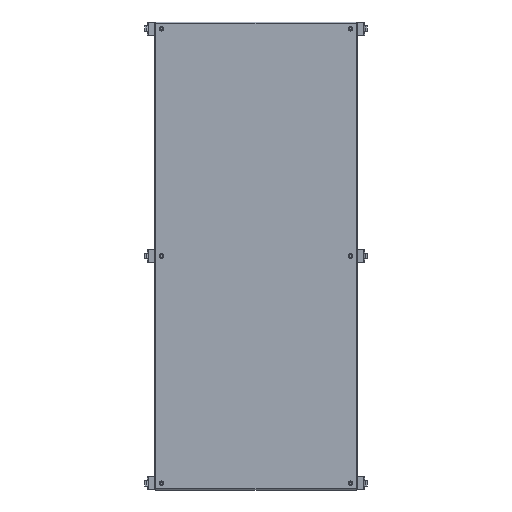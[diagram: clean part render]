
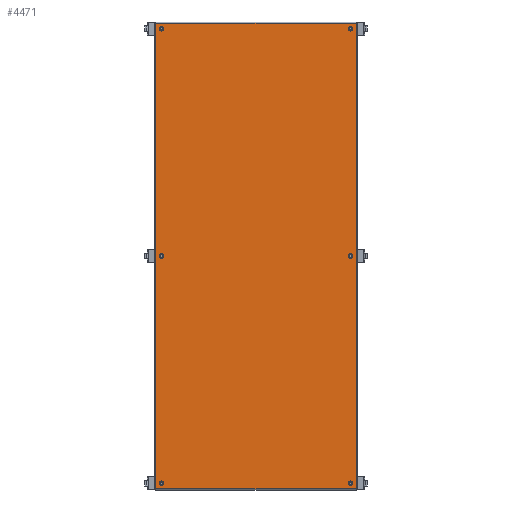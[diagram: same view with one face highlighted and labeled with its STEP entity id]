
A CAD part, front view. The second image highlights one B-rep face of the part: STEP entity #4471.
In plain terms, the highlighted planar face has unit normal (0, -1, 0).
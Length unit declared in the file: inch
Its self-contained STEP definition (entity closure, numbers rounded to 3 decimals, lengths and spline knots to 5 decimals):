
#40 = CARTESIAN_POINT ( 'NONE',  ( -12.125, 0., 0. ) ) ;
#54 = VERTEX_POINT ( 'NONE', #6767 ) ;
#86 = CIRCLE ( 'NONE', #7209, 0.28125 ) ;
#225 = CARTESIAN_POINT ( 'NONE',  ( -12.125, 0., 0.28125 ) ) ;
#261 = CIRCLE ( 'NONE', #2280, 0.28125 ) ;
#307 = DIRECTION ( 'NONE',  ( 0., 0., 1. ) ) ;
#529 = DIRECTION ( 'NONE',  ( -1., 0., 0. ) ) ;
#592 = CARTESIAN_POINT ( 'NONE',  ( 12.125, 0., -29.40625 ) ) ;
#706 = EDGE_LOOP ( 'NONE', ( #3372, #6210 ) ) ;
#754 = DIRECTION ( 'NONE',  ( 0., 0., 1. ) ) ;
#758 = VERTEX_POINT ( 'NONE', #1421 ) ;
#770 = CARTESIAN_POINT ( 'NONE',  ( 12.125, 0., 29.125 ) ) ;
#827 = VECTOR ( 'NONE', #529, 39.37008 ) ;
#1067 = EDGE_CURVE ( 'NONE', #1647, #5379, #5750, .T. ) ;
#1135 = FACE_BOUND ( 'NONE', #7690, .T. ) ;
#1243 = CARTESIAN_POINT ( 'NONE',  ( -12.125, 0., 29.125 ) ) ;
#1300 = AXIS2_PLACEMENT_3D ( 'NONE', #40, #6845, #5596 ) ;
#1341 = DIRECTION ( 'NONE',  ( 0., 0., -1. ) ) ;
#1383 = ORIENTED_EDGE ( 'NONE', *, *, #4512, .F. ) ;
#1421 = CARTESIAN_POINT ( 'NONE',  ( -12.857, 0., -29.857 ) ) ;
#1423 = CIRCLE ( 'NONE', #7679, 0.28125 ) ;
#1436 = EDGE_LOOP ( 'NONE', ( #7859, #6651, #4951, #4915 ) ) ;
#1474 = VERTEX_POINT ( 'NONE', #4756 ) ;
#1485 = EDGE_CURVE ( 'NONE', #758, #1598, #2800, .T. ) ;
#1515 = DIRECTION ( 'NONE',  ( 1., 0., 0. ) ) ;
#1598 = VERTEX_POINT ( 'NONE', #7279 ) ;
#1617 = ORIENTED_EDGE ( 'NONE', *, *, #6130, .F. ) ;
#1623 = FACE_BOUND ( 'NONE', #3041, .T. ) ;
#1647 = VERTEX_POINT ( 'NONE', #592 ) ;
#1663 = DIRECTION ( 'NONE',  ( 0., -1., 0. ) ) ;
#1679 = DIRECTION ( 'NONE',  ( 0., 0., 1. ) ) ;
#1823 = FACE_BOUND ( 'NONE', #3101, .T. ) ;
#1828 = VERTEX_POINT ( 'NONE', #225 ) ;
#1855 = VERTEX_POINT ( 'NONE', #3939 ) ;
#1901 = LINE ( 'NONE', #3052, #827 ) ;
#2047 = DIRECTION ( 'NONE',  ( 0., 0., 1. ) ) ;
#2096 = AXIS2_PLACEMENT_3D ( 'NONE', #2427, #5008, #3710 ) ;
#2280 = AXIS2_PLACEMENT_3D ( 'NONE', #7064, #7118, #2711 ) ;
#2388 = LINE ( 'NONE', #5247, #7141 ) ;
#2403 = AXIS2_PLACEMENT_3D ( 'NONE', #5396, #1663, #307 ) ;
#2427 = CARTESIAN_POINT ( 'NONE',  ( -12.125, 0., 0. ) ) ;
#2558 = DIRECTION ( 'NONE',  ( 0., 0., 1. ) ) ;
#2579 = LINE ( 'NONE', #3642, #4042 ) ;
#2590 = DIRECTION ( 'NONE',  ( 0., -1., 0. ) ) ;
#2596 = FACE_BOUND ( 'NONE', #2675, .T. ) ;
#2611 = CARTESIAN_POINT ( 'NONE',  ( 12.125, 0., -29.125 ) ) ;
#2675 = EDGE_LOOP ( 'NONE', ( #7638, #2899 ) ) ;
#2711 = DIRECTION ( 'NONE',  ( 0., 0., 1. ) ) ;
#2765 = CIRCLE ( 'NONE', #6706, 0.28125 ) ;
#2800 = LINE ( 'NONE', #7196, #3397 ) ;
#2801 = DIRECTION ( 'NONE',  ( 0., -1., 0. ) ) ;
#2815 = VERTEX_POINT ( 'NONE', #4866 ) ;
#2832 = EDGE_CURVE ( 'NONE', #5765, #54, #86, .T. ) ;
#2865 = DIRECTION ( 'NONE',  ( 0., 0., 1. ) ) ;
#2870 = AXIS2_PLACEMENT_3D ( 'NONE', #4151, #2801, #1679 ) ;
#2899 = ORIENTED_EDGE ( 'NONE', *, *, #4083, .F. ) ;
#2978 = ORIENTED_EDGE ( 'NONE', *, *, #7814, .F. ) ;
#3018 = ORIENTED_EDGE ( 'NONE', *, *, #6833, .F. ) ;
#3041 = EDGE_LOOP ( 'NONE', ( #7893, #6019 ) ) ;
#3049 = DIRECTION ( 'NONE',  ( 0., -1., 0. ) ) ;
#3052 = CARTESIAN_POINT ( 'NONE',  ( -12.857, 0., -29.857 ) ) ;
#3101 = EDGE_LOOP ( 'NONE', ( #3018, #5613 ) ) ;
#3108 = DIRECTION ( 'NONE',  ( 0., 0., 1. ) ) ;
#3128 = DIRECTION ( 'NONE',  ( 0., -1., 0. ) ) ;
#3242 = CIRCLE ( 'NONE', #2096, 0.28125 ) ;
#3356 = CARTESIAN_POINT ( 'NONE',  ( -12.125, 0., -29.125 ) ) ;
#3372 = ORIENTED_EDGE ( 'NONE', *, *, #3615, .F. ) ;
#3397 = VECTOR ( 'NONE', #4090, 39.37008 ) ;
#3442 = VERTEX_POINT ( 'NONE', #6744 ) ;
#3615 = EDGE_CURVE ( 'NONE', #2815, #5118, #4449, .T. ) ;
#3642 = CARTESIAN_POINT ( 'NONE',  ( 12.857, 0., 29.857 ) ) ;
#3710 = DIRECTION ( 'NONE',  ( 0., 0., 1. ) ) ;
#3831 = CIRCLE ( 'NONE', #6662, 0.28125 ) ;
#3880 = DIRECTION ( 'NONE',  ( 0., 0., 1. ) ) ;
#3909 = DIRECTION ( 'NONE',  ( 0., -1., 0. ) ) ;
#3918 = VERTEX_POINT ( 'NONE', #6835 ) ;
#3939 = CARTESIAN_POINT ( 'NONE',  ( -12.125, 0., -0.28125 ) ) ;
#3940 = CARTESIAN_POINT ( 'NONE',  ( -12.125, 0., -29.40625 ) ) ;
#4013 = AXIS2_PLACEMENT_3D ( 'NONE', #6788, #3128, #5586 ) ;
#4042 = VECTOR ( 'NONE', #1341, 39.37008 ) ;
#4083 = EDGE_CURVE ( 'NONE', #54, #5765, #261, .T. ) ;
#4090 = DIRECTION ( 'NONE',  ( 0., 0., 1. ) ) ;
#4151 = CARTESIAN_POINT ( 'NONE',  ( 12.125, 0., 0. ) ) ;
#4194 = EDGE_CURVE ( 'NONE', #1598, #3918, #2388, .T. ) ;
#4317 = PLANE ( 'NONE',  #6857 ) ;
#4375 = CARTESIAN_POINT ( 'NONE',  ( -12.857, 0., 29.857 ) ) ;
#4424 = ORIENTED_EDGE ( 'NONE', *, *, #6473, .F. ) ;
#4449 = CIRCLE ( 'NONE', #6904, 0.28125 ) ;
#4471 = ADVANCED_FACE ( 'NONE', ( #5334, #1623, #1135, #5916, #2596, #1823, #7353 ), #4317, .F. ) ;
#4489 = DIRECTION ( 'NONE',  ( 0., -1., 0. ) ) ;
#4512 = EDGE_CURVE ( 'NONE', #1474, #3442, #1423, .T. ) ;
#4547 = EDGE_CURVE ( 'NONE', #5379, #1647, #2765, .T. ) ;
#4599 = CARTESIAN_POINT ( 'NONE',  ( 12.125, 0., 28.84375 ) ) ;
#4604 = CARTESIAN_POINT ( 'NONE',  ( -12.125, 0., -28.84375 ) ) ;
#4707 = VERTEX_POINT ( 'NONE', #4604 ) ;
#4756 = CARTESIAN_POINT ( 'NONE',  ( 12.125, 0., -0.28125 ) ) ;
#4866 = CARTESIAN_POINT ( 'NONE',  ( 12.125, 0., 29.40625 ) ) ;
#4889 = EDGE_CURVE ( 'NONE', #3918, #7742, #2579, .T. ) ;
#4915 = ORIENTED_EDGE ( 'NONE', *, *, #1485, .F. ) ;
#4951 = ORIENTED_EDGE ( 'NONE', *, *, #4194, .F. ) ;
#5008 = DIRECTION ( 'NONE',  ( 0., -1., 0. ) ) ;
#5118 = VERTEX_POINT ( 'NONE', #4599 ) ;
#5182 = CIRCLE ( 'NONE', #2403, 0.28125 ) ;
#5183 = CARTESIAN_POINT ( 'NONE',  ( 12.125, 0., 0. ) ) ;
#5202 = CIRCLE ( 'NONE', #7172, 0.28125 ) ;
#5247 = CARTESIAN_POINT ( 'NONE',  ( -12.857, 0., 29.857 ) ) ;
#5334 = FACE_OUTER_BOUND ( 'NONE', #1436, .T. ) ;
#5360 = DIRECTION ( 'NONE',  ( 0., -1., 0. ) ) ;
#5379 = VERTEX_POINT ( 'NONE', #6175 ) ;
#5387 = CARTESIAN_POINT ( 'NONE',  ( -12.125, 0., -29.125 ) ) ;
#5396 = CARTESIAN_POINT ( 'NONE',  ( 12.125, 0., 29.125 ) ) ;
#5586 = DIRECTION ( 'NONE',  ( 0., 0., 1. ) ) ;
#5596 = DIRECTION ( 'NONE',  ( 0., 0., 1. ) ) ;
#5613 = ORIENTED_EDGE ( 'NONE', *, *, #5908, .F. ) ;
#5620 = VERTEX_POINT ( 'NONE', #3940 ) ;
#5704 = EDGE_LOOP ( 'NONE', ( #1617, #4424 ) ) ;
#5750 = CIRCLE ( 'NONE', #4013, 0.28125 ) ;
#5765 = VERTEX_POINT ( 'NONE', #6126 ) ;
#5775 = EDGE_CURVE ( 'NONE', #7742, #758, #1901, .T. ) ;
#5908 = EDGE_CURVE ( 'NONE', #1855, #1828, #7803, .T. ) ;
#5916 = FACE_BOUND ( 'NONE', #706, .T. ) ;
#6019 = ORIENTED_EDGE ( 'NONE', *, *, #1067, .F. ) ;
#6126 = CARTESIAN_POINT ( 'NONE',  ( -12.125, 0., 29.40625 ) ) ;
#6130 = EDGE_CURVE ( 'NONE', #4707, #5620, #5202, .T. ) ;
#6175 = CARTESIAN_POINT ( 'NONE',  ( 12.125, 0., -28.84375 ) ) ;
#6210 = ORIENTED_EDGE ( 'NONE', *, *, #7260, .F. ) ;
#6219 = DIRECTION ( 'NONE',  ( 0., 1., 0. ) ) ;
#6473 = EDGE_CURVE ( 'NONE', #5620, #4707, #3831, .T. ) ;
#6651 = ORIENTED_EDGE ( 'NONE', *, *, #4889, .F. ) ;
#6662 = AXIS2_PLACEMENT_3D ( 'NONE', #3356, #6968, #2047 ) ;
#6706 = AXIS2_PLACEMENT_3D ( 'NONE', #2611, #2590, #6961 ) ;
#6744 = CARTESIAN_POINT ( 'NONE',  ( 12.125, 0., 0.28125 ) ) ;
#6767 = CARTESIAN_POINT ( 'NONE',  ( -12.125, 0., 28.84375 ) ) ;
#6788 = CARTESIAN_POINT ( 'NONE',  ( 12.125, 0., -29.125 ) ) ;
#6833 = EDGE_CURVE ( 'NONE', #1828, #1855, #3242, .T. ) ;
#6835 = CARTESIAN_POINT ( 'NONE',  ( 12.857, 0., 29.857 ) ) ;
#6845 = DIRECTION ( 'NONE',  ( 0., -1., 0. ) ) ;
#6857 = AXIS2_PLACEMENT_3D ( 'NONE', #4375, #6219, #2558 ) ;
#6904 = AXIS2_PLACEMENT_3D ( 'NONE', #770, #4489, #3880 ) ;
#6961 = DIRECTION ( 'NONE',  ( 0., 0., 1. ) ) ;
#6968 = DIRECTION ( 'NONE',  ( 0., -1., 0. ) ) ;
#7064 = CARTESIAN_POINT ( 'NONE',  ( -12.125, 0., 29.125 ) ) ;
#7118 = DIRECTION ( 'NONE',  ( 0., -1., 0. ) ) ;
#7141 = VECTOR ( 'NONE', #1515, 39.37008 ) ;
#7172 = AXIS2_PLACEMENT_3D ( 'NONE', #5387, #5360, #2865 ) ;
#7196 = CARTESIAN_POINT ( 'NONE',  ( -12.857, 0., 29.857 ) ) ;
#7209 = AXIS2_PLACEMENT_3D ( 'NONE', #1243, #3049, #3108 ) ;
#7260 = EDGE_CURVE ( 'NONE', #5118, #2815, #5182, .T. ) ;
#7279 = CARTESIAN_POINT ( 'NONE',  ( -12.857, 0., 29.857 ) ) ;
#7353 = FACE_BOUND ( 'NONE', #5704, .T. ) ;
#7638 = ORIENTED_EDGE ( 'NONE', *, *, #2832, .F. ) ;
#7679 = AXIS2_PLACEMENT_3D ( 'NONE', #5183, #3909, #754 ) ;
#7690 = EDGE_LOOP ( 'NONE', ( #2978, #1383 ) ) ;
#7695 = CARTESIAN_POINT ( 'NONE',  ( 12.857, 0., -29.857 ) ) ;
#7742 = VERTEX_POINT ( 'NONE', #7695 ) ;
#7803 = CIRCLE ( 'NONE', #1300, 0.28125 ) ;
#7814 = EDGE_CURVE ( 'NONE', #3442, #1474, #7973, .T. ) ;
#7859 = ORIENTED_EDGE ( 'NONE', *, *, #5775, .F. ) ;
#7893 = ORIENTED_EDGE ( 'NONE', *, *, #4547, .F. ) ;
#7973 = CIRCLE ( 'NONE', #2870, 0.28125 ) ;
